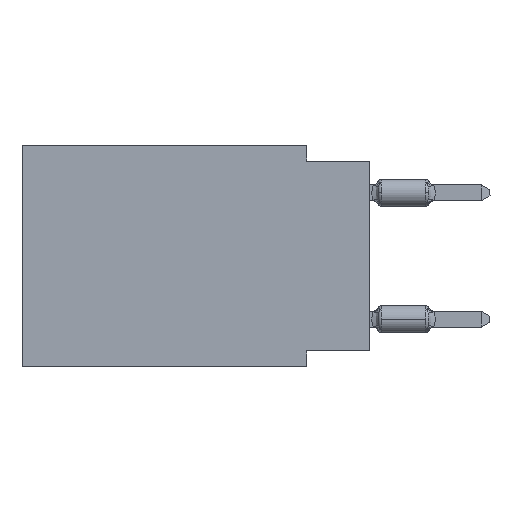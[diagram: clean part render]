
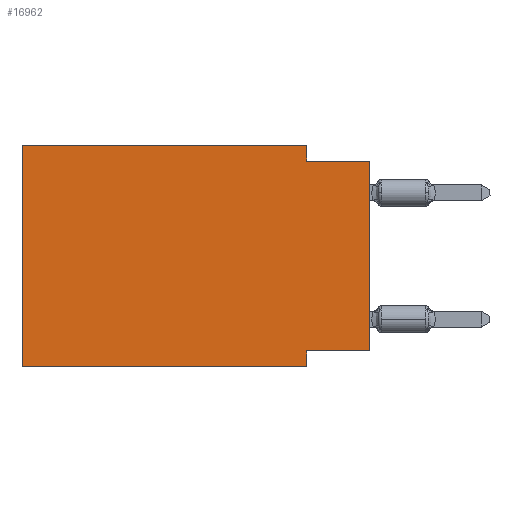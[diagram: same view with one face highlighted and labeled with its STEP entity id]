
A CAD part, left-side view. The second image highlights one B-rep face of the part: STEP entity #16962.
In plain terms, the highlighted planar face has unit normal (-1, 0, 0).
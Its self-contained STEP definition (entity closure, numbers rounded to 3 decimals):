
#38 = CARTESIAN_POINT ( 'NONE',  ( 0., 0., -0.635 ) ) ;
#231 = ORIENTED_EDGE ( 'NONE', *, *, #14850, .F. ) ;
#332 = DIRECTION ( 'NONE',  ( 0., 0., -1. ) ) ;
#355 = EDGE_CURVE ( 'NONE', #840, #20441, #9878, .T. ) ;
#525 = ORIENTED_EDGE ( 'NONE', *, *, #1704, .F. ) ;
#840 = VERTEX_POINT ( 'NONE', #13794 ) ;
#1402 = EDGE_CURVE ( 'NONE', #2351, #21187, #20142, .T. ) ;
#1704 = EDGE_CURVE ( 'NONE', #20441, #14489, #21069, .T. ) ;
#1944 = CARTESIAN_POINT ( 'NONE',  ( 0., 13.97, 0. ) ) ;
#2351 = VERTEX_POINT ( 'NONE', #10992 ) ;
#2650 = CARTESIAN_POINT ( 'NONE',  ( 0., 13.97, -8.89 ) ) ;
#2696 = CARTESIAN_POINT ( 'NONE',  ( 0., 2.54, -0.635 ) ) ;
#3253 = VECTOR ( 'NONE', #14429, 1000. ) ;
#3634 = DIRECTION ( 'NONE',  ( 0., -1., 0. ) ) ;
#5460 = CARTESIAN_POINT ( 'NONE',  ( 0., 13.97, 0. ) ) ;
#5645 = EDGE_CURVE ( 'NONE', #8111, #14489, #14011, .T. ) ;
#6038 = VECTOR ( 'NONE', #6408, 1000. ) ;
#6049 = CARTESIAN_POINT ( 'NONE',  ( 0., 13.97, -8.89 ) ) ;
#6182 = CARTESIAN_POINT ( 'NONE',  ( 0., 2.54, 0. ) ) ;
#6408 = DIRECTION ( 'NONE',  ( 0., 0., -1. ) ) ;
#7222 = ORIENTED_EDGE ( 'NONE', *, *, #18368, .F. ) ;
#8111 = VERTEX_POINT ( 'NONE', #2650 ) ;
#9487 = LINE ( 'NONE', #19120, #3253 ) ;
#9656 = LINE ( 'NONE', #11378, #9944 ) ;
#9663 = LINE ( 'NONE', #17666, #14510 ) ;
#9878 = LINE ( 'NONE', #14587, #16941 ) ;
#9944 = VECTOR ( 'NONE', #20982, 1000. ) ;
#10296 = ORIENTED_EDGE ( 'NONE', *, *, #355, .F. ) ;
#10992 = CARTESIAN_POINT ( 'NONE',  ( 0., 13.97, 0. ) ) ;
#11232 = CARTESIAN_POINT ( 'NONE',  ( 0., 2.54, -8.255 ) ) ;
#11378 = CARTESIAN_POINT ( 'NONE',  ( 0., 0., 0. ) ) ;
#11430 = ORIENTED_EDGE ( 'NONE', *, *, #14569, .F. ) ;
#12200 = EDGE_CURVE ( 'NONE', #840, #16167, #9656, .T. ) ;
#12962 = CARTESIAN_POINT ( 'NONE',  ( 0., 2.54, -8.89 ) ) ;
#13195 = DIRECTION ( 'NONE',  ( 0., 1., 0. ) ) ;
#13241 = ORIENTED_EDGE ( 'NONE', *, *, #12200, .T. ) ;
#13260 = VECTOR ( 'NONE', #3634, 1000. ) ;
#13335 = FACE_OUTER_BOUND ( 'NONE', #20489, .T. ) ;
#13794 = CARTESIAN_POINT ( 'NONE',  ( 0., 0., -8.255 ) ) ;
#14011 = LINE ( 'NONE', #6049, #15356 ) ;
#14429 = DIRECTION ( 'NONE',  ( 0., -1., 0. ) ) ;
#14489 = VERTEX_POINT ( 'NONE', #15734 ) ;
#14510 = VECTOR ( 'NONE', #16178, 1000. ) ;
#14569 = EDGE_CURVE ( 'NONE', #8111, #2351, #19568, .T. ) ;
#14587 = CARTESIAN_POINT ( 'NONE',  ( 0., 0., -8.255 ) ) ;
#14850 = EDGE_CURVE ( 'NONE', #18046, #16167, #9487, .T. ) ;
#14975 = CARTESIAN_POINT ( 'NONE',  ( 0., 13.97, 0. ) ) ;
#15032 = DIRECTION ( 'NONE',  ( 1., 0., 0. ) ) ;
#15356 = VECTOR ( 'NONE', #20622, 1000. ) ;
#15591 = ORIENTED_EDGE ( 'NONE', *, *, #5645, .T. ) ;
#15631 = VECTOR ( 'NONE', #16463, 1000. ) ;
#15734 = CARTESIAN_POINT ( 'NONE',  ( 0., 2.54, -8.89 ) ) ;
#16167 = VERTEX_POINT ( 'NONE', #38 ) ;
#16178 = DIRECTION ( 'NONE',  ( 0., 0., -1. ) ) ;
#16463 = DIRECTION ( 'NONE',  ( 0., 0., 1. ) ) ;
#16617 = PLANE ( 'NONE',  #21078 ) ;
#16869 = ORIENTED_EDGE ( 'NONE', *, *, #1402, .F. ) ;
#16941 = VECTOR ( 'NONE', #13195, 1000. ) ;
#16962 = ADVANCED_FACE ( 'NONE', ( #13335 ), #16617, .F. ) ;
#17666 = CARTESIAN_POINT ( 'NONE',  ( 0., 2.54, 0. ) ) ;
#18046 = VERTEX_POINT ( 'NONE', #2696 ) ;
#18368 = EDGE_CURVE ( 'NONE', #21187, #18046, #9663, .T. ) ;
#19120 = CARTESIAN_POINT ( 'NONE',  ( 0., 0., -0.635 ) ) ;
#19568 = LINE ( 'NONE', #14975, #15631 ) ;
#20142 = LINE ( 'NONE', #5460, #13260 ) ;
#20441 = VERTEX_POINT ( 'NONE', #11232 ) ;
#20489 = EDGE_LOOP ( 'NONE', ( #13241, #231, #7222, #16869, #11430, #15591, #525, #10296 ) ) ;
#20622 = DIRECTION ( 'NONE',  ( 0., -1., 0. ) ) ;
#20982 = DIRECTION ( 'NONE',  ( 0., 0., 1. ) ) ;
#21069 = LINE ( 'NONE', #12962, #6038 ) ;
#21078 = AXIS2_PLACEMENT_3D ( 'NONE', #1944, #15032, #332 ) ;
#21187 = VERTEX_POINT ( 'NONE', #6182 ) ;
